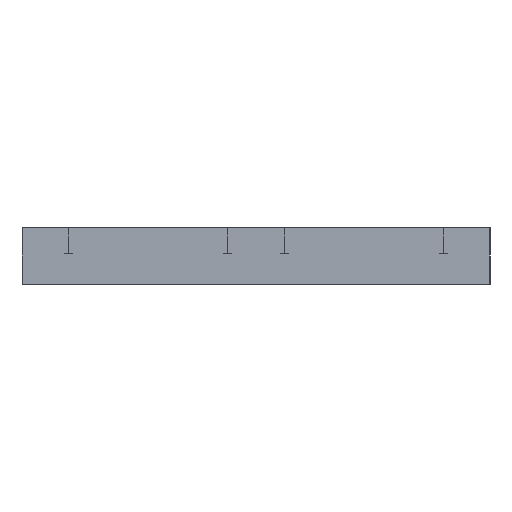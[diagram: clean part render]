
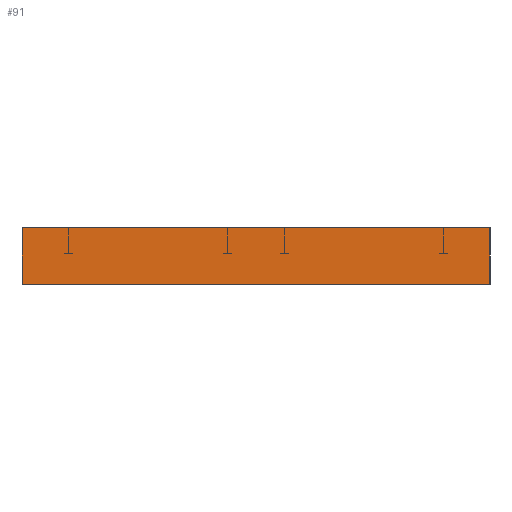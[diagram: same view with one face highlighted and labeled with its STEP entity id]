
A CAD part, left-side view. The second image highlights one B-rep face of the part: STEP entity #91.
In plain terms, the highlighted planar face has unit normal (-1, 0, 0).
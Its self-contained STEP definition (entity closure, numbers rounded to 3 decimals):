
#3 = VECTOR ( 'NONE', #758, 1000. ) ;
#29 = PLANE ( 'NONE',  #1777 ) ;
#34 = EDGE_LOOP ( 'NONE', ( #142, #1902, #2072, #442 ) ) ;
#91 = ADVANCED_FACE ( 'NONE', ( #2836 ), #29, .F. ) ;
#142 = ORIENTED_EDGE ( 'NONE', *, *, #2803, .T. ) ;
#147 = LINE ( 'NONE', #2186, #1921 ) ;
#318 = CARTESIAN_POINT ( 'NONE',  ( -77.5, -50., 0. ) ) ;
#442 = ORIENTED_EDGE ( 'NONE', *, *, #2517, .T. ) ;
#455 = EDGE_CURVE ( 'NONE', #2834, #2506, #1916, .T. ) ;
#502 = CARTESIAN_POINT ( 'NONE',  ( -77.5, -50., 0. ) ) ;
#758 = DIRECTION ( 'NONE',  ( 0., 0., -1. ) ) ;
#896 = LINE ( 'NONE', #318, #1796 ) ;
#1160 = DIRECTION ( 'NONE',  ( 0., 0., -1. ) ) ;
#1459 = CARTESIAN_POINT ( 'NONE',  ( -77.5, -50., 12. ) ) ;
#1706 = DIRECTION ( 'NONE',  ( 1., 0., 0. ) ) ;
#1777 = AXIS2_PLACEMENT_3D ( 'NONE', #1459, #1706, #1160 ) ;
#1779 = VERTEX_POINT ( 'NONE', #3300 ) ;
#1796 = VECTOR ( 'NONE', #2647, 1000. ) ;
#1902 = ORIENTED_EDGE ( 'NONE', *, *, #2908, .F. ) ;
#1916 = LINE ( 'NONE', #1949, #2903 ) ;
#1921 = VECTOR ( 'NONE', #2726, 1000. ) ;
#1931 = VERTEX_POINT ( 'NONE', #502 ) ;
#1949 = CARTESIAN_POINT ( 'NONE',  ( -77.5, -50., 12. ) ) ;
#2072 = ORIENTED_EDGE ( 'NONE', *, *, #455, .F. ) ;
#2186 = CARTESIAN_POINT ( 'NONE',  ( -77.5, -50., 12. ) ) ;
#2478 = CARTESIAN_POINT ( 'NONE',  ( -77.5, 50., 12. ) ) ;
#2506 = VERTEX_POINT ( 'NONE', #2715 ) ;
#2517 = EDGE_CURVE ( 'NONE', #2834, #1779, #3039, .T. ) ;
#2647 = DIRECTION ( 'NONE',  ( 0., -1., 0. ) ) ;
#2715 = CARTESIAN_POINT ( 'NONE',  ( -77.5, -50., 12. ) ) ;
#2726 = DIRECTION ( 'NONE',  ( 0., 0., -1. ) ) ;
#2803 = EDGE_CURVE ( 'NONE', #1779, #1931, #896, .T. ) ;
#2809 = DIRECTION ( 'NONE',  ( 0., -1., 0. ) ) ;
#2834 = VERTEX_POINT ( 'NONE', #2886 ) ;
#2836 = FACE_OUTER_BOUND ( 'NONE', #34, .T. ) ;
#2886 = CARTESIAN_POINT ( 'NONE',  ( -77.5, 50., 12. ) ) ;
#2903 = VECTOR ( 'NONE', #2809, 1000. ) ;
#2908 = EDGE_CURVE ( 'NONE', #2506, #1931, #147, .T. ) ;
#3039 = LINE ( 'NONE', #2478, #3 ) ;
#3300 = CARTESIAN_POINT ( 'NONE',  ( -77.5, 50., 0. ) ) ;
